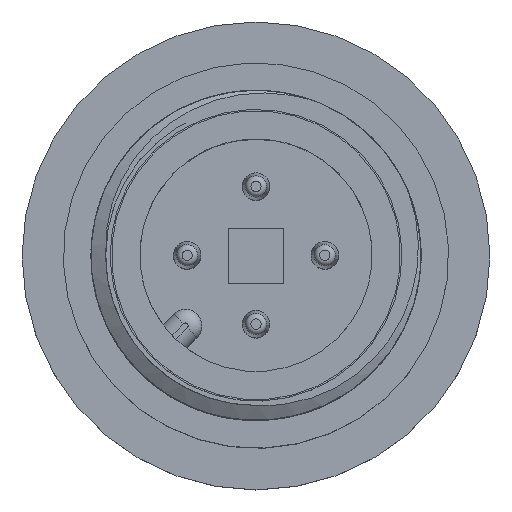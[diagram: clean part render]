
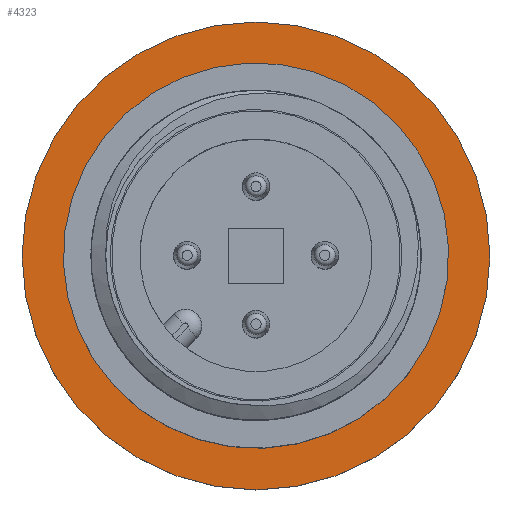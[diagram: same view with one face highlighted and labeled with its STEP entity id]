
A CAD part, top view. The second image highlights one B-rep face of the part: STEP entity #4323.
In plain terms, the highlighted face is planar.
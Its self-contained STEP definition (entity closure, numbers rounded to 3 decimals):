
#1537=ORIENTED_EDGE('',*,*,#2257,.T.);
#1538=ORIENTED_EDGE('',*,*,#2258,.T.);
#2257=EDGE_CURVE('',#2690,#2690,#2987,.F.);
#2258=EDGE_CURVE('',#2691,#2691,#2988,.T.);
#2690=VERTEX_POINT('',#9281);
#2691=VERTEX_POINT('',#9283);
#2987=CIRCLE('',#5908,5.959);
#2988=CIRCLE('',#5909,8.5);
#3383=EDGE_LOOP('',(#1537));
#3384=EDGE_LOOP('',(#1538));
#3839=FACE_BOUND('',#3383,.T.);
#3840=FACE_BOUND('',#3384,.T.);
#4064=PLANE('',#5907);
#4323=ADVANCED_FACE('',(#3839,#3840),#4064,.T.);
#5907=AXIS2_PLACEMENT_3D('',#9279,#7148,#7149);
#5908=AXIS2_PLACEMENT_3D('',#9280,#7150,#7151);
#5909=AXIS2_PLACEMENT_3D('',#9282,#7152,#7153);
#7148=DIRECTION('',(0.,0.,-1.));
#7149=DIRECTION('',(-1.,0.,0.));
#7150=DIRECTION('',(0.,0.,-1.));
#7151=DIRECTION('',(-1.,0.,0.));
#7152=DIRECTION('',(0.,0.,-1.));
#7153=DIRECTION('',(1.,0.,0.));
#9279=CARTESIAN_POINT('',(0.,0.,0.));
#9280=CARTESIAN_POINT('',(0.,0.,0.));
#9281=CARTESIAN_POINT('',(-5.959,0.,0.));
#9282=CARTESIAN_POINT('',(0.,0.,0.));
#9283=CARTESIAN_POINT('',(8.5,0.,0.));
